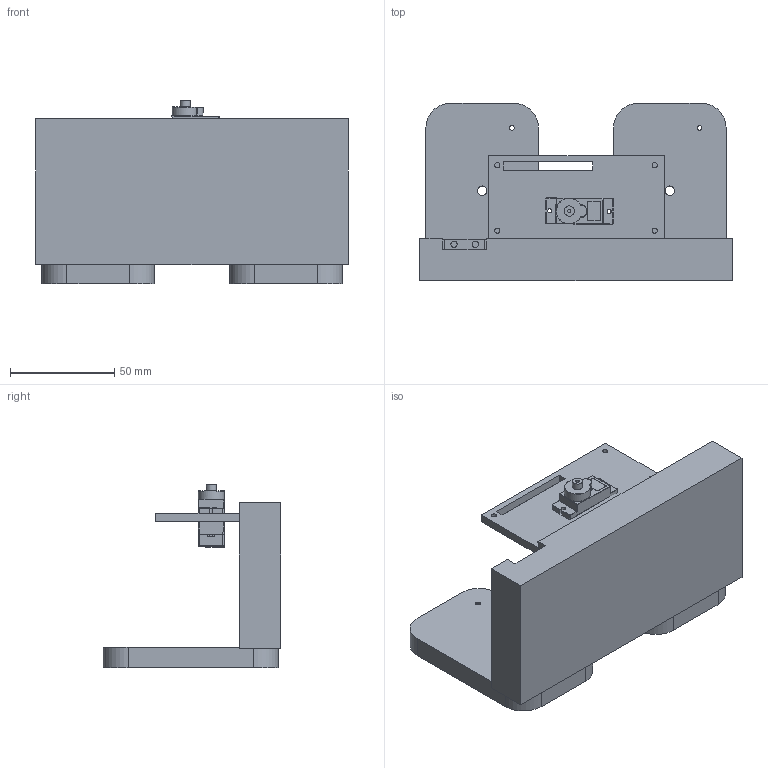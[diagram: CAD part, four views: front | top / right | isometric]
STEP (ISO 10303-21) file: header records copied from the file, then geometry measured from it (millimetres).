
FILE_DESCRIPTION(/* description */ (''),/* implementation_level */ '2;1');
FILE_NAME(/* name */ 'SoapDispenser.step',/* time_stamp */ '2021-04-02T09:47:52-07:00',/* author */ (''),/* organization */ (''),/* preprocessor_version */ 'ST-DEVELOPER v18.1',/* originating_system */ 'Autodesk Translation Framework v9.10.0.1330',/* authorisation */ '');
FILE_SCHEMA (('AUTOMOTIVE_DESIGN { 1 0 10303 214 3 1 1 }'));
Length unit declared in the file: millimetre
Products named in the file (5): HandWashTimer; Client_Holder_DemoB; Client_Holder_DemoB_1; sg90; microservoSG90
Assembly tree (4 placements, depth 3):
  HandWashTimer
    Client_Holder_DemoB
    Client_Holder_DemoB_1
    sg90
      microservoSG90
Bounding box: 150 x 85.27 x 88.11 mm (x, y, z)
Volume: 248399.6 mm3; surface area: 92962.2 mm2
Topology: 4 solids, 4 shells, 430 faces, 1084 edges, 688 vertices
Faces by surface type: plane 210, cylinder 129, bspline 72, torus 15, sphere 4
Full cylindrical faces by diameter (mm): 1.6 x1, 2 x4, 2.238 x8, 2.5 x4, 3 x2, 4.5 x4, 4.631 x8, 4.9 x1
Entity records: 14274 total; most frequent: CARTESIAN_POINT 4074, ORIENTED_EDGE 2160, DIRECTION 1943, EDGE_CURVE 1080, VERTEX_POINT 688, AXIS2_PLACEMENT_3D 650, LINE 643, VECTOR 643
